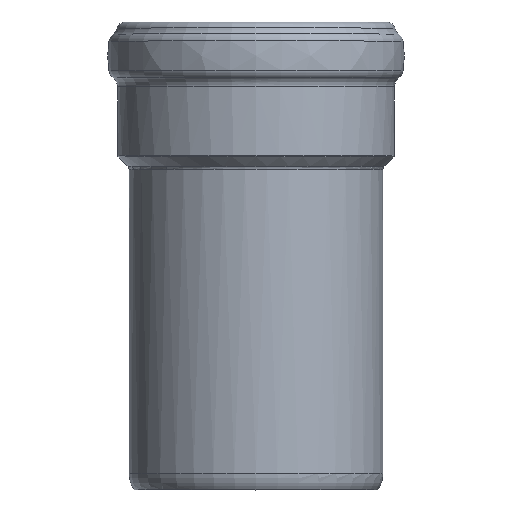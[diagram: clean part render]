
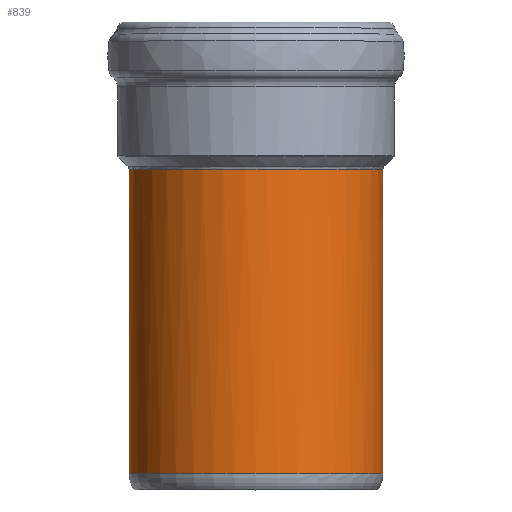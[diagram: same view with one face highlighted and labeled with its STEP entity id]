
A CAD part, top view. The second image highlights one B-rep face of the part: STEP entity #839.
In plain terms, the highlighted cylindrical face has radius 55.2 mm (diameter 110.4 mm), a full revolution.
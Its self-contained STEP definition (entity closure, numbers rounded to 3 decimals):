
#45=B_SPLINE_CURVE_WITH_KNOTS('',3,(#1635,#1636,#1637,#1638,#1639,#1640,
#1641,#1642,#1643,#1644,#1645,#1646,#1647,#1648,#1649,#1650,#1651,#1652,
#1653,#1654,#1655,#1656,#1657,#1658),.UNSPECIFIED.,.F.,.F.,(4,1,1,1,1,1,
1,1,1,1,1,1,1,1,1,1,1,1,1,1,1,4),(-19.669,-18.967,-18.264,
-16.859,-14.986,-14.518,-14.05,
-13.113,-12.176,-11.24,-10.303,
-9.366,-8.898,-8.43,-7.493,
-6.556,-5.62,-4.683,-2.81,
-1.405,-0.702,0.),.UNSPECIFIED.);
#73=CYLINDRICAL_SURFACE('',#924,55.2);
#98=FACE_BOUND('',#239,.T.);
#161=FACE_OUTER_BOUND('',#238,.T.);
#238=EDGE_LOOP('',(#676));
#239=EDGE_LOOP('',(#677,#678));
#314=CIRCLE('',#883,55.2);
#340=CIRCLE('',#917,55.2);
#385=VERTEX_POINT('',#1250);
#402=VERTEX_POINT('',#1474);
#406=VERTEX_POINT('',#1634);
#465=EDGE_CURVE('',#385,#385,#314,.T.);
#488=EDGE_CURVE('',#402,#406,#45,.T.);
#524=EDGE_CURVE('',#406,#402,#340,.T.);
#676=ORIENTED_EDGE('',*,*,#465,.T.);
#677=ORIENTED_EDGE('',*,*,#488,.F.);
#678=ORIENTED_EDGE('',*,*,#524,.F.);
#839=ADVANCED_FACE('',(#161,#98),#73,.T.);
#883=AXIS2_PLACEMENT_3D('',#1251,#1008,#1009);
#917=AXIS2_PLACEMENT_3D('',#2281,#1076,#1077);
#924=AXIS2_PLACEMENT_3D('',#2289,#1090,#1091);
#1008=DIRECTION('center_axis',(0.,1.,0.));
#1009=DIRECTION('ref_axis',(1.,0.,0.));
#1076=DIRECTION('center_axis',(0.,1.,0.));
#1077=DIRECTION('ref_axis',(0.,0.,1.));
#1090=DIRECTION('center_axis',(0.,1.,0.));
#1091=DIRECTION('ref_axis',(1.,0.,0.));
#1250=CARTESIAN_POINT('',(0.,7.,55.2));
#1251=CARTESIAN_POINT('Origin',(0.,7.,0.));
#1474=CARTESIAN_POINT('',(15.136,139.113,-53.084));
#1634=CARTESIAN_POINT('',(-15.136,139.113,-53.084));
#1635=CARTESIAN_POINT('Ctrl Pts',(15.136,139.113,-53.084));
#1636=CARTESIAN_POINT('Ctrl Pts',(16.638,137.388,-52.656));
#1637=CARTESIAN_POINT('Ctrl Pts',(19.314,133.668,-51.758));
#1638=CARTESIAN_POINT('Ctrl Pts',(23.635,125.564,-49.966));
#1639=CARTESIAN_POINT('Ctrl Pts',(27.923,113.207,-47.689));
#1640=CARTESIAN_POINT('Ctrl Pts',(29.714,100.778,-46.513));
#1641=CARTESIAN_POINT('Ctrl Pts',(29.329,91.399,-46.766));
#1642=CARTESIAN_POINT('Ctrl Pts',(28.489,85.231,-47.284));
#1643=CARTESIAN_POINT('Ctrl Pts',(26.204,77.819,-48.65));
#1644=CARTESIAN_POINT('Ctrl Pts',(20.997,70.356,-51.206));
#1645=CARTESIAN_POINT('Ctrl Pts',(13.55,65.196,-53.741));
#1646=CARTESIAN_POINT('Ctrl Pts',(4.676,62.611,-55.262));
#1647=CARTESIAN_POINT('Ctrl Pts',(-3.12,62.611,-55.263));
#1648=CARTESIAN_POINT('Ctrl Pts',(-9.116,63.904,-54.502));
#1649=CARTESIAN_POINT('Ctrl Pts',(-14.792,66.058,-53.317));
#1650=CARTESIAN_POINT('Ctrl Pts',(-21.002,70.356,-51.205));
#1651=CARTESIAN_POINT('Ctrl Pts',(-26.201,77.823,-48.65));
#1652=CARTESIAN_POINT('Ctrl Pts',(-28.954,86.712,-47.007));
#1653=CARTESIAN_POINT('Ctrl Pts',(-29.941,99.225,-46.366));
#1654=CARTESIAN_POINT('Ctrl Pts',(-27.92,113.21,-47.689));
#1655=CARTESIAN_POINT('Ctrl Pts',(-23.634,125.569,-49.967));
#1656=CARTESIAN_POINT('Ctrl Pts',(-19.317,133.662,-51.757));
#1657=CARTESIAN_POINT('Ctrl Pts',(-16.638,137.388,-52.656));
#1658=CARTESIAN_POINT('Ctrl Pts',(-15.136,139.113,-53.084));
#2281=CARTESIAN_POINT('Origin',(0.,139.113,0.));
#2289=CARTESIAN_POINT('Origin',(0.,0.,0.));
